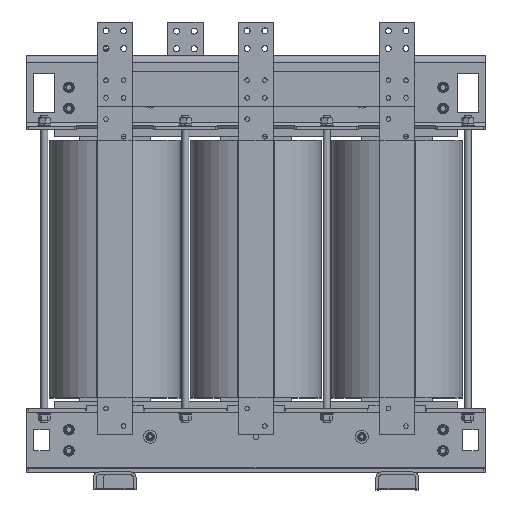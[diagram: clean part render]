
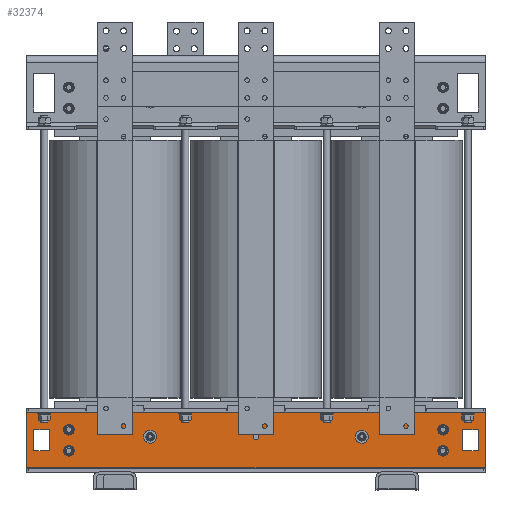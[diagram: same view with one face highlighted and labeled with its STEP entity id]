
A CAD part, top view. The second image highlights one B-rep face of the part: STEP entity #32374.
In plain terms, the highlighted planar face has unit normal (0, 0, 1).
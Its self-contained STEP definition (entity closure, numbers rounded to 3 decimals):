
#2188=FACE_BOUND('',#7572,.T.);
#2189=FACE_BOUND('',#7573,.T.);
#2190=FACE_BOUND('',#7574,.T.);
#2191=FACE_BOUND('',#7575,.T.);
#2192=FACE_BOUND('',#7576,.T.);
#2193=FACE_BOUND('',#7577,.T.);
#2194=FACE_BOUND('',#7578,.T.);
#2195=FACE_BOUND('',#7579,.T.);
#2196=FACE_BOUND('',#7580,.T.);
#3639=CIRCLE('',#34787,8.5);
#3684=CIRCLE('',#34887,8.5);
#3685=CIRCLE('',#34888,8.5);
#3686=CIRCLE('',#34889,8.5);
#3687=CIRCLE('',#34890,8.5);
#3688=CIRCLE('',#34891,8.5);
#3689=CIRCLE('',#34892,8.5);
#5325=FACE_OUTER_BOUND('',#7571,.T.);
#7571=EDGE_LOOP('',(#22045,#22046,#22047,#22048));
#7572=EDGE_LOOP('',(#22049));
#7573=EDGE_LOOP('',(#22050,#22051,#22052,#22053));
#7574=EDGE_LOOP('',(#22054,#22055,#22056,#22057));
#7575=EDGE_LOOP('',(#22058));
#7576=EDGE_LOOP('',(#22059));
#7577=EDGE_LOOP('',(#22060));
#7578=EDGE_LOOP('',(#22061));
#7579=EDGE_LOOP('',(#22062));
#7580=EDGE_LOOP('',(#22063));
#10955=LINE('',#48682,#12509);
#10958=LINE('',#48688,#12512);
#10961=LINE('',#48694,#12515);
#10964=LINE('',#48698,#12518);
#10967=LINE('',#48706,#12521);
#10970=LINE('',#48712,#12524);
#10973=LINE('',#48718,#12527);
#10976=LINE('',#48722,#12530);
#10980=LINE('',#48758,#12534);
#10992=LINE('',#48806,#12546);
#10995=LINE('',#48821,#12549);
#10997=LINE('',#48825,#12551);
#12509=VECTOR('',#39541,10.);
#12512=VECTOR('',#39546,10.);
#12515=VECTOR('',#39551,10.);
#12518=VECTOR('',#39556,10.);
#12521=VECTOR('',#39561,10.);
#12524=VECTOR('',#39566,10.);
#12527=VECTOR('',#39571,10.);
#12530=VECTOR('',#39576,10.);
#12534=VECTOR('',#39614,10.);
#12546=VECTOR('',#39660,10.);
#12549=VECTOR('',#39685,10.);
#12551=VECTOR('',#39691,10.);
#14074=VERTEX_POINT('',#48556);
#14110=VERTEX_POINT('',#48679);
#14111=VERTEX_POINT('',#48681);
#14113=VERTEX_POINT('',#48687);
#14115=VERTEX_POINT('',#48693);
#14118=VERTEX_POINT('',#48703);
#14119=VERTEX_POINT('',#48705);
#14121=VERTEX_POINT('',#48711);
#14123=VERTEX_POINT('',#48717);
#14137=VERTEX_POINT('',#48755);
#14138=VERTEX_POINT('',#48757);
#14156=VERTEX_POINT('',#48803);
#14157=VERTEX_POINT('',#48805);
#14159=VERTEX_POINT('',#48826);
#14160=VERTEX_POINT('',#48828);
#14161=VERTEX_POINT('',#48830);
#14162=VERTEX_POINT('',#48832);
#14163=VERTEX_POINT('',#48834);
#14164=VERTEX_POINT('',#48836);
#17243=EDGE_CURVE('',#14074,#14074,#3639,.T.);
#17303=EDGE_CURVE('',#14111,#14110,#10955,.T.);
#17306=EDGE_CURVE('',#14113,#14111,#10958,.T.);
#17309=EDGE_CURVE('',#14115,#14113,#10961,.T.);
#17312=EDGE_CURVE('',#14110,#14115,#10964,.T.);
#17315=EDGE_CURVE('',#14119,#14118,#10967,.T.);
#17318=EDGE_CURVE('',#14121,#14119,#10970,.T.);
#17321=EDGE_CURVE('',#14123,#14121,#10973,.T.);
#17324=EDGE_CURVE('',#14118,#14123,#10976,.T.);
#17339=EDGE_CURVE('',#14137,#14138,#10980,.T.);
#17365=EDGE_CURVE('',#14156,#14157,#10992,.T.);
#17370=EDGE_CURVE('',#14156,#14138,#10995,.T.);
#17372=EDGE_CURVE('',#14137,#14157,#10997,.T.);
#17373=EDGE_CURVE('',#14159,#14159,#3684,.T.);
#17374=EDGE_CURVE('',#14160,#14160,#3685,.T.);
#17375=EDGE_CURVE('',#14161,#14161,#3686,.T.);
#17376=EDGE_CURVE('',#14162,#14162,#3687,.T.);
#17377=EDGE_CURVE('',#14163,#14163,#3688,.T.);
#17378=EDGE_CURVE('',#14164,#14164,#3689,.T.);
#22045=ORIENTED_EDGE('',*,*,#17370,.T.);
#22046=ORIENTED_EDGE('',*,*,#17339,.F.);
#22047=ORIENTED_EDGE('',*,*,#17372,.T.);
#22048=ORIENTED_EDGE('',*,*,#17365,.F.);
#22049=ORIENTED_EDGE('',*,*,#17243,.T.);
#22050=ORIENTED_EDGE('',*,*,#17303,.T.);
#22051=ORIENTED_EDGE('',*,*,#17312,.T.);
#22052=ORIENTED_EDGE('',*,*,#17309,.T.);
#22053=ORIENTED_EDGE('',*,*,#17306,.T.);
#22054=ORIENTED_EDGE('',*,*,#17315,.T.);
#22055=ORIENTED_EDGE('',*,*,#17324,.T.);
#22056=ORIENTED_EDGE('',*,*,#17321,.T.);
#22057=ORIENTED_EDGE('',*,*,#17318,.T.);
#22058=ORIENTED_EDGE('',*,*,#17373,.T.);
#22059=ORIENTED_EDGE('',*,*,#17374,.T.);
#22060=ORIENTED_EDGE('',*,*,#17375,.T.);
#22061=ORIENTED_EDGE('',*,*,#17376,.T.);
#22062=ORIENTED_EDGE('',*,*,#17377,.T.);
#22063=ORIENTED_EDGE('',*,*,#17378,.T.);
#28907=PLANE('',#34886);
#32374=ADVANCED_FACE('',(#5325,#2188,#2189,#2190,#2191,#2192,#2193,#2194,
#2195,#2196),#28907,.T.);
#34787=AXIS2_PLACEMENT_3D('',#48557,#39407,#39408);
#34886=AXIS2_PLACEMENT_3D('',#48824,#39689,#39690);
#34887=AXIS2_PLACEMENT_3D('',#48827,#39692,#39693);
#34888=AXIS2_PLACEMENT_3D('',#48829,#39694,#39695);
#34889=AXIS2_PLACEMENT_3D('',#48831,#39696,#39697);
#34890=AXIS2_PLACEMENT_3D('',#48833,#39698,#39699);
#34891=AXIS2_PLACEMENT_3D('',#48835,#39700,#39701);
#34892=AXIS2_PLACEMENT_3D('',#48837,#39702,#39703);
#39407=DIRECTION('center_axis',(0.,0.,
-1.));
#39408=DIRECTION('ref_axis',(1.,0.,0.));
#39541=DIRECTION('',(0.,-1.,0.));
#39546=DIRECTION('',(1.,0.,0.));
#39551=DIRECTION('',(0.,1.,0.));
#39556=DIRECTION('',(-1.,0.,0.));
#39561=DIRECTION('',(0.,-1.,0.));
#39566=DIRECTION('',(1.,0.,0.));
#39571=DIRECTION('',(0.,1.,0.));
#39576=DIRECTION('',(-1.,0.,0.));
#39614=DIRECTION('',(0.,1.,0.));
#39660=DIRECTION('',(0.,-1.,0.));
#39685=DIRECTION('',(-1.,0.,0.));
#39689=DIRECTION('center_axis',(0.,0.,
1.));
#39690=DIRECTION('ref_axis',(-1.,0.,0.));
#39691=DIRECTION('',(1.,0.,0.));
#39692=DIRECTION('center_axis',(0.,0.,
-1.));
#39693=DIRECTION('ref_axis',(-1.,0.,0.));
#39694=DIRECTION('center_axis',(0.,0.,
-1.));
#39695=DIRECTION('ref_axis',(-1.,0.,0.));
#39696=DIRECTION('center_axis',(0.,0.,
-1.));
#39697=DIRECTION('ref_axis',(-1.,0.,0.));
#39698=DIRECTION('center_axis',(0.,0.,
-1.));
#39699=DIRECTION('ref_axis',(-1.,0.,0.));
#39700=DIRECTION('center_axis',(0.,0.,
-1.));
#39701=DIRECTION('ref_axis',(-1.,0.,0.));
#39702=DIRECTION('center_axis',(0.,0.,
-1.));
#39703=DIRECTION('ref_axis',(-1.,0.,0.));
#48556=CARTESIAN_POINT('',(-8.5,-475.,115.));
#48557=CARTESIAN_POINT('Origin',(0.,-475.,115.));
#48679=CARTESIAN_POINT('',(-585.,-515.,115.));
#48681=CARTESIAN_POINT('',(-585.,-455.,115.));
#48682=CARTESIAN_POINT('',(-585.,-500.,115.));
#48687=CARTESIAN_POINT('',(-630.,-455.,115.));
#48688=CARTESIAN_POINT('',(-292.5,-455.,115.));
#48693=CARTESIAN_POINT('',(-630.,-515.,115.));
#48694=CARTESIAN_POINT('',(-630.,-470.,115.));
#48698=CARTESIAN_POINT('',(-315.,-515.,115.));
#48703=CARTESIAN_POINT('',(630.,-515.,115.));
#48705=CARTESIAN_POINT('',(630.,-455.,115.));
#48706=CARTESIAN_POINT('',(630.,-500.,115.));
#48711=CARTESIAN_POINT('',(585.,-455.,115.));
#48712=CARTESIAN_POINT('',(315.,-455.,115.));
#48717=CARTESIAN_POINT('',(585.,-515.,115.));
#48718=CARTESIAN_POINT('',(585.,-470.,115.));
#48722=CARTESIAN_POINT('',(292.5,-515.,115.));
#48755=CARTESIAN_POINT('',(-650.,-563.,115.));
#48757=CARTESIAN_POINT('',(-650.,-407.,115.));
#48758=CARTESIAN_POINT('',(-650.,-575.,115.));
#48803=CARTESIAN_POINT('',(650.,-407.,115.));
#48805=CARTESIAN_POINT('',(650.,-563.,115.));
#48806=CARTESIAN_POINT('',(650.,-395.,115.));
#48821=CARTESIAN_POINT('',(-325.,-407.,115.));
#48824=CARTESIAN_POINT('Origin',(0.,-485.,115.));
#48825=CARTESIAN_POINT('',(325.,-563.,115.));
#48826=CARTESIAN_POINT('',(-521.5,-455.,115.));
#48827=CARTESIAN_POINT('Origin',(-530.,-455.,115.));
#48828=CARTESIAN_POINT('',(-521.5,-515.,115.));
#48829=CARTESIAN_POINT('Origin',(-530.,-515.,115.));
#48830=CARTESIAN_POINT('',(538.5,-455.,115.));
#48831=CARTESIAN_POINT('Origin',(530.,-455.,115.));
#48832=CARTESIAN_POINT('',(538.5,-515.,115.));
#48833=CARTESIAN_POINT('Origin',(530.,-515.,115.));
#48834=CARTESIAN_POINT('',(308.5,-475.,115.));
#48835=CARTESIAN_POINT('Origin',(300.,-475.,115.));
#48836=CARTESIAN_POINT('',(-291.5,-475.,115.));
#48837=CARTESIAN_POINT('Origin',(-300.,-475.,115.));
